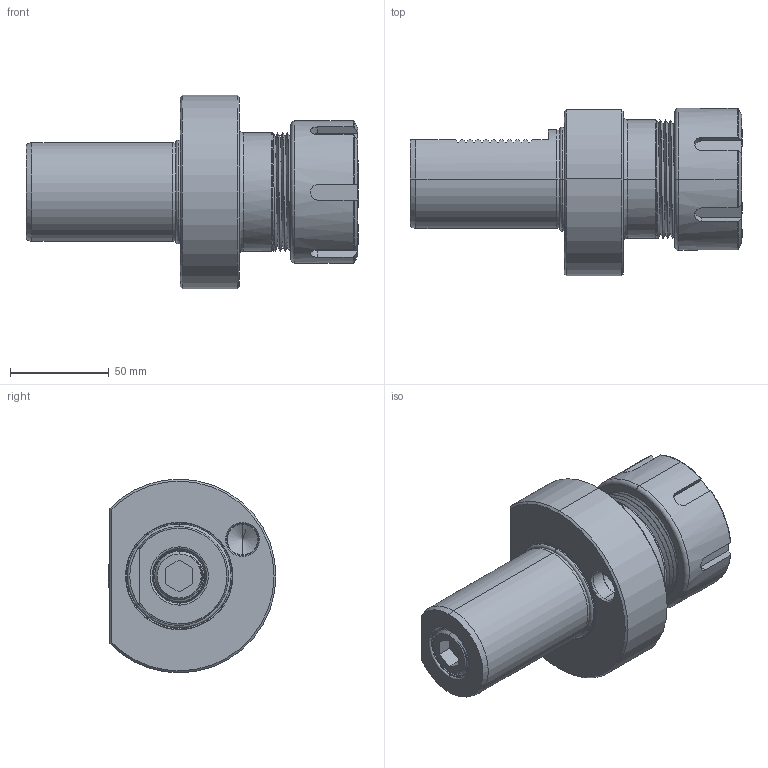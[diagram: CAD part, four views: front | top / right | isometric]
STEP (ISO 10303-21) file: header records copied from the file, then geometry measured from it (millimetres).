
FILE_DESCRIPTION (( 'STEP AP203' ), '1' );
FILE_NAME ('509.01.32.STEP', '2016-11-26T07:14:36', ( '' ), ( '' ), 'SwSTEP 2.0', 'SolidWorks 2012', '' );
FILE_SCHEMA (( 'CONFIG_CONTROL_DESIGN' ));
Products named in the file (10): OZ32Y1; 509.01.32; OZ32#200 3.96MM鋼珠; OZ螺帽螺絲 M5; OZ32002PD; OZ32001PD; 管螺文螺絲3分之4; O型環48.7; VDI50       OZ32; 管螺文螺絲
Assembly tree (52 placements, depth 3):
  509.01.32
    VDI50       OZ32
    O型環48.7
    管螺文螺絲
    管螺文螺絲3分之4
    OZ32Y1
      OZ32001PD
      OZ32002PD
      OZ螺帽螺絲 M5
      OZ32#200 3.96MM鋼珠  x44
Bounding box: 168 x 85 x 98 mm (x, y, z)
Volume: 427751.2 mm3; surface area: 96852.4 mm2
Topology: 51 solids, 51 shells, 560 faces, 1562 edges, 1019 vertices
Faces by surface type: cone 140, cylinder 132, plane 104, sphere 88, torus 52, bspline 44
Entity records: 57096 total; most frequent: CARTESIAN_POINT 44154, ORIENTED_EDGE 2508, DIRECTION 1945, EDGE_CURVE 1254, VERTEX_POINT 801, AXIS2_PLACEMENT_3D 766, EDGE_LOOP 493, ADVANCED_FACE 474
